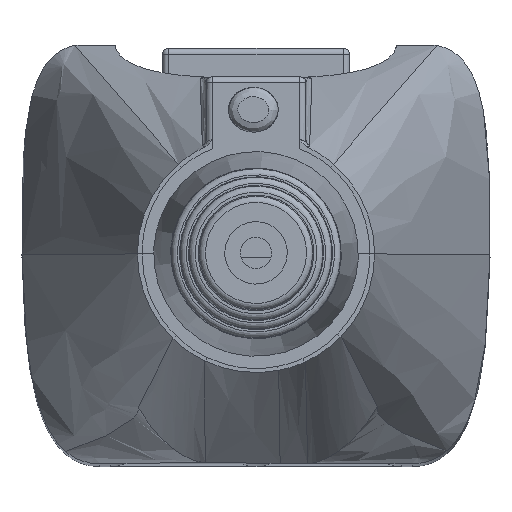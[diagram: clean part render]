
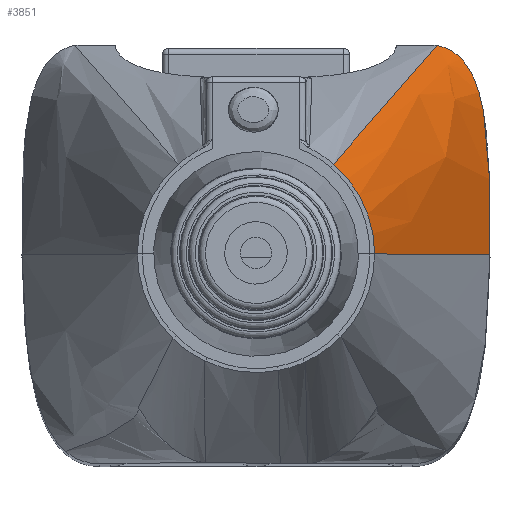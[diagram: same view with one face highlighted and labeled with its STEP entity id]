
A CAD part, top view. The second image highlights one B-rep face of the part: STEP entity #3851.
In plain terms, the highlighted free-form (B-spline) face has degree [3, 3] with [7, 4] control points.
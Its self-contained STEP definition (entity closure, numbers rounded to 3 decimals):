
#278=CIRCLE('',#4108,19.);
#438=B_SPLINE_SURFACE_WITH_KNOTS('',3,3,((#7965,#7966,#7967,#7968),(#7969,
#7970,#7971,#7972),(#7973,#7974,#7975,#7976),(#7977,#7978,#7979,#7980),
(#7981,#7982,#7983,#7984),(#7985,#7986,#7987,#7988),(#7989,#7990,#7991,
#7992)),.UNSPECIFIED.,.F.,.F.,.F.,(4,1,2,4),(4,4),(0.,0.228,
0.379,0.449),(0.,1.),.UNSPECIFIED.);
#549=FACE_OUTER_BOUND('',#804,.T.);
#804=EDGE_LOOP('',(#2999,#3000,#3001,#3002));
#1133=B_SPLINE_CURVE_WITH_KNOTS('',3,(#7878,#7879,#7880,#7881,#7882,#7883,
#7884,#7885),.UNSPECIFIED.,.F.,.F.,(4,2,2,4),(-6.579,-4.728,
-3.14,0.),.UNSPECIFIED.);
#1140=B_SPLINE_CURVE_WITH_KNOTS('',3,(#7994,#7995,#7996,#7997,#7998,#7999,
#8000),.UNSPECIFIED.,.F.,.F.,(4,1,2,4),(0.,0.228,0.379,
0.407),.UNSPECIFIED.);
#1304=LINE('',#8002,#1524);
#1524=VECTOR('',#4638,66.967);
#1792=VERTEX_POINT('',#7875);
#1793=VERTEX_POINT('',#7877);
#1805=VERTEX_POINT('',#7993);
#1806=VERTEX_POINT('',#8001);
#2228=EDGE_CURVE('',#1793,#1792,#1133,.T.);
#2241=EDGE_CURVE('',#1805,#1792,#1140,.T.);
#2242=EDGE_CURVE('',#1806,#1805,#1304,.T.);
#2243=EDGE_CURVE('',#1806,#1793,#278,.T.);
#2999=ORIENTED_EDGE('',*,*,#2228,.T.);
#3000=ORIENTED_EDGE('',*,*,#2241,.F.);
#3001=ORIENTED_EDGE('',*,*,#2242,.F.);
#3002=ORIENTED_EDGE('',*,*,#2243,.T.);
#3851=ADVANCED_FACE('',(#549),#438,.T.);
#4108=AXIS2_PLACEMENT_3D('',#8003,#4639,#4640);
#4638=DIRECTION('',(0.248,0.285,-0.926));
#4639=DIRECTION('center_axis',(0.,0.,-1.));
#4640=DIRECTION('ref_axis',(-1.,0.,0.));
#7875=CARTESIAN_POINT('',(37.483,0.,0.));
#7877=CARTESIAN_POINT('',(19.,0.,62.));
#7878=CARTESIAN_POINT('Ctrl Pts',(19.,0.,62.));
#7879=CARTESIAN_POINT('Ctrl Pts',(20.073,0.,
58.382));
#7880=CARTESIAN_POINT('Ctrl Pts',(21.79,0.,
52.588));
#7881=CARTESIAN_POINT('Ctrl Pts',(25.146,0.,
41.295));
#7882=CARTESIAN_POINT('Ctrl Pts',(26.681,0.,
36.143));
#7883=CARTESIAN_POINT('Ctrl Pts',(31.258,0.,
20.799));
#7884=CARTESIAN_POINT('Ctrl Pts',(34.481,0.,10.025));
#7885=CARTESIAN_POINT('Ctrl Pts',(37.483,0.,0.));
#7965=CARTESIAN_POINT('Ctrl Pts',(12.413,14.385,62.));
#7966=CARTESIAN_POINT('Ctrl Pts',(17.942,20.756,41.333));
#7967=CARTESIAN_POINT('Ctrl Pts',(23.471,27.128,20.667));
#7968=CARTESIAN_POINT('Ctrl Pts',(29.,33.5,0.));
#7969=CARTESIAN_POINT('Ctrl Pts',(14.364,12.701,62.));
#7970=CARTESIAN_POINT('Ctrl Pts',(20.941,19.314,41.333));
#7971=CARTESIAN_POINT('Ctrl Pts',(27.523,25.934,20.667));
#7972=CARTESIAN_POINT('Ctrl Pts',(34.1,32.546,0.));
#7973=CARTESIAN_POINT('Ctrl Pts',(17.233,9.013,62.));
#7974=CARTESIAN_POINT('Ctrl Pts',(23.989,13.701,41.333));
#7975=CARTESIAN_POINT('Ctrl Pts',(30.744,18.389,20.667));
#7976=CARTESIAN_POINT('Ctrl Pts',(37.5,23.077,0.));
#7977=CARTESIAN_POINT('Ctrl Pts',(18.57,4.432,62.));
#7978=CARTESIAN_POINT('Ctrl Pts',(24.88,5.846,41.333));
#7979=CARTESIAN_POINT('Ctrl Pts',(31.19,7.26,20.667));
#7980=CARTESIAN_POINT('Ctrl Pts',(37.5,8.675,0.));
#7981=CARTESIAN_POINT('Ctrl Pts',(18.942,1.719,62.));
#7982=CARTESIAN_POINT('Ctrl Pts',(25.128,1.274,41.333));
#7983=CARTESIAN_POINT('Ctrl Pts',(31.314,0.83,20.667));
#7984=CARTESIAN_POINT('Ctrl Pts',(37.5,0.385,0.));
#7985=CARTESIAN_POINT('Ctrl Pts',(19.,0.857,62.));
#7986=CARTESIAN_POINT('Ctrl Pts',(25.154,-0.13,41.333));
#7987=CARTESIAN_POINT('Ctrl Pts',(31.309,-1.118,20.667));
#7988=CARTESIAN_POINT('Ctrl Pts',(37.464,-2.105,0.));
#7989=CARTESIAN_POINT('Ctrl Pts',(19.,0.,62.));
#7990=CARTESIAN_POINT('Ctrl Pts',(25.128,-1.488,41.333));
#7991=CARTESIAN_POINT('Ctrl Pts',(31.257,-2.976,20.667));
#7992=CARTESIAN_POINT('Ctrl Pts',(37.385,-4.464,0.));
#7993=CARTESIAN_POINT('',(29.,33.5,0.));
#7994=CARTESIAN_POINT('Ctrl Pts',(29.,33.5,0.));
#7995=CARTESIAN_POINT('Ctrl Pts',(34.1,32.546,0.));
#7996=CARTESIAN_POINT('Ctrl Pts',(37.5,23.077,0.));
#7997=CARTESIAN_POINT('Ctrl Pts',(37.5,8.675,0.));
#7998=CARTESIAN_POINT('Ctrl Pts',(37.5,1.981,0.));
#7999=CARTESIAN_POINT('Ctrl Pts',(37.494,0.981,0.));
#8000=CARTESIAN_POINT('Ctrl Pts',(37.483,0.,
0.));
#8001=CARTESIAN_POINT('',(12.413,14.385,62.));
#8002=CARTESIAN_POINT('',(12.413,14.385,62.));
#8003=CARTESIAN_POINT('Origin',(0.,0.,62.));
